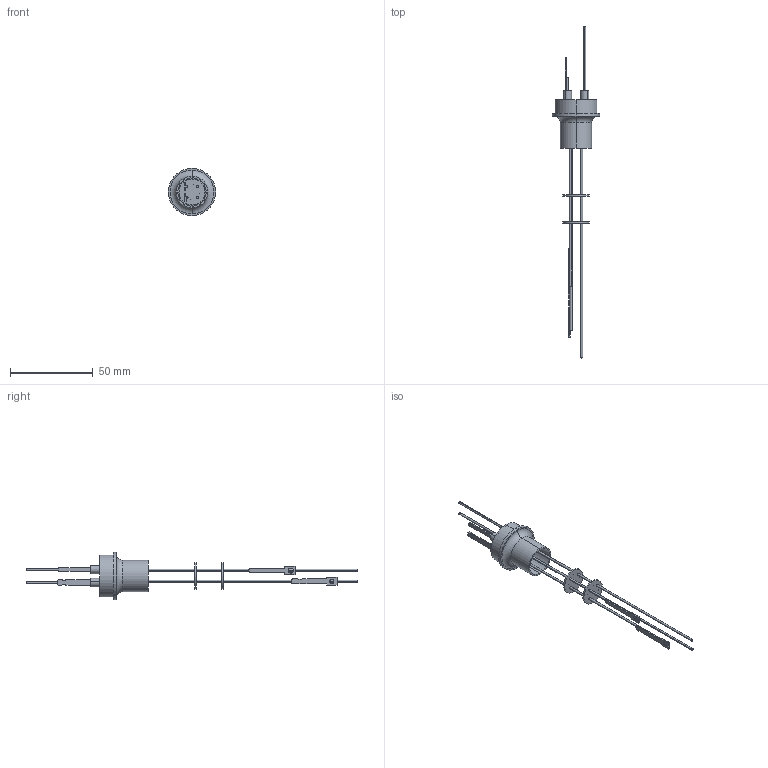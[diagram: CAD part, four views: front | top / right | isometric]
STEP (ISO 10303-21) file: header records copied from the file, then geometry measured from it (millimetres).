
FILE_DESCRIPTION (( 'STEP AP203' ), '1' );
FILE_NAME ('A0434-1-W.STEP', '2013-04-09T14:20:34', ( '' ), ( '' ), 'SwSTEP 2.0', 'SolidWorks 2012', '' );
FILE_SCHEMA (( 'CONFIG_CONTROL_DESIGN' ));
Length unit declared in the file: inch
Products named in the file (1): A0434-1-W
Bounding box: 28.57 x 200.85 x 28.57 mm (x, y, z)
Volume: 5038.6 mm3; surface area: 10125 mm2
Topology: 1 solids, 1 shells, 194 faces, 470 edges, 304 vertices
Faces by surface type: cylinder 112, plane 62, torus 16, bspline 4
Entity records: 6148 total; most frequent: CARTESIAN_POINT 1245, DIRECTION 1097, ORIENTED_EDGE 940, EDGE_CURVE 470, AXIS2_PLACEMENT_3D 444, VERTEX_POINT 304, CIRCLE 253, EDGE_LOOP 252
